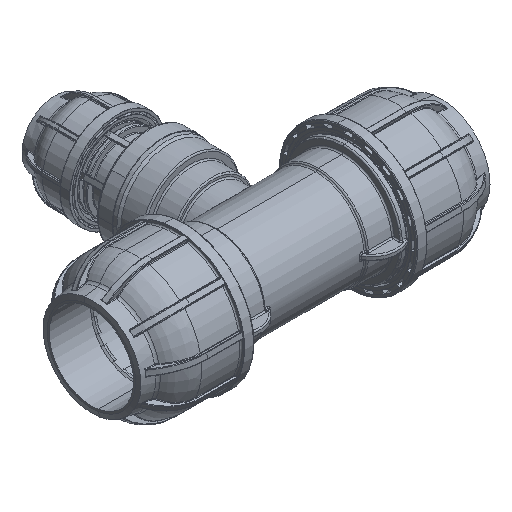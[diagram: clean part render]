
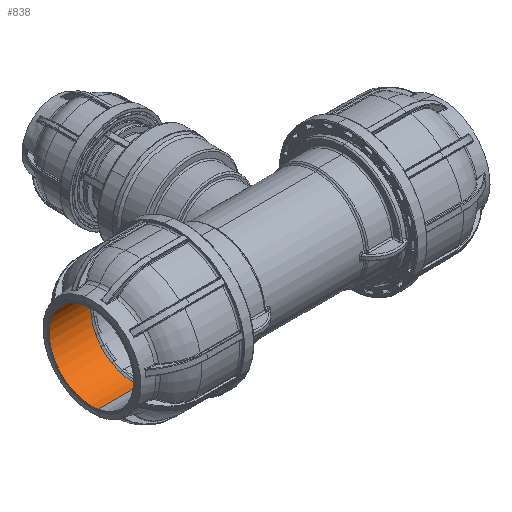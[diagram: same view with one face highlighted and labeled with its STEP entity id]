
A CAD part, isometric view. The second image highlights one B-rep face of the part: STEP entity #838.
In plain terms, the highlighted cylindrical face has radius 32 mm (diameter 64 mm), a partial arc.
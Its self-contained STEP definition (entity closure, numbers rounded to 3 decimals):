
#838 = ADVANCED_FACE ( 'NONE', ( #43437 ), #43438, .F. ) ;
#12731 = CARTESIAN_POINT ( 'NONE',  ( -132.8, 0., 0. ) ) ;
#12732 = DIRECTION ( 'NONE',  ( -1., 0., 0. ) ) ;
#12733 = DIRECTION ( 'NONE',  ( 0., 0.159, 0.987 ) ) ;
#20784 = EDGE_LOOP ( 'NONE', ( #25605, #25606, #25604, #25607 ) ) ;
#22759 = VERTEX_POINT ( 'NONE', #50493 ) ;
#22760 = VERTEX_POINT ( 'NONE', #50494 ) ;
#22761 = VERTEX_POINT ( 'NONE', #50495 ) ;
#22762 = VERTEX_POINT ( 'NONE', #50496 ) ;
#25604 = ORIENTED_EDGE ( 'NONE', *, *, #62542, .T. ) ;
#25605 = ORIENTED_EDGE ( 'NONE', *, *, #62531, .F. ) ;
#25606 = ORIENTED_EDGE ( 'NONE', *, *, #71558, .F. ) ;
#25607 = ORIENTED_EDGE ( 'NONE', *, *, #71559, .T. ) ;
#36116 = AXIS2_PLACEMENT_3D ( 'NONE', #12731, #12732, #12733 ) ;
#43437 = FACE_OUTER_BOUND ( 'NONE', #20784, .T. ) ;
#43438 = CYLINDRICAL_SURFACE ( 'NONE', #36116, 32. ) ;
#50493 = CARTESIAN_POINT ( 'NONE',  ( -132.8, 5.092, 31.592 ) ) ;
#50494 = CARTESIAN_POINT ( 'NONE',  ( -132.8, -5.092, -31.592 ) ) ;
#50495 = CARTESIAN_POINT ( 'NONE',  ( -101.3, 5.092, 31.592 ) ) ;
#50496 = CARTESIAN_POINT ( 'NONE',  ( -101.3, -5.092, -31.592 ) ) ;
#59979 = VECTOR ( 'NONE', #65997, 1000. ) ;
#59983 = VECTOR ( 'NONE', #66005, 1000. ) ;
#62531 = EDGE_CURVE ( 'NONE', #22762, #22760, #66941, .T. ) ;
#62542 = EDGE_CURVE ( 'NONE', #22761, #22759, #66944, .T. ) ;
#65996 = CARTESIAN_POINT ( 'NONE',  ( -132.8, -5.092, -31.592 ) ) ;
#65997 = DIRECTION ( 'NONE',  ( -1., 0., 0. ) ) ;
#66004 = CARTESIAN_POINT ( 'NONE',  ( -132.8, 5.092, 31.592 ) ) ;
#66005 = DIRECTION ( 'NONE',  ( -1., 0., 0. ) ) ;
#66941 = LINE ( 'NONE', #65996, #59979 ) ;
#66944 = LINE ( 'NONE', #66004, #59983 ) ;
#71558 = EDGE_CURVE ( 'NONE', #22761, #22762, #82417, .T. ) ;
#71559 = EDGE_CURVE ( 'NONE', #22759, #22760, #82415, .T. ) ;
#82415 = CIRCLE ( 'NONE', #82423, 32. ) ;
#82417 = CIRCLE ( 'NONE', #82421, 32. ) ;
#82421 = AXIS2_PLACEMENT_3D ( 'NONE', #85605, #85606, #85607 ) ;
#82423 = AXIS2_PLACEMENT_3D ( 'NONE', #85608, #85609, #85610 ) ;
#85605 = CARTESIAN_POINT ( 'NONE',  ( -101.3, 0., 0. ) ) ;
#85606 = DIRECTION ( 'NONE',  ( -1., 0., 0. ) ) ;
#85607 = DIRECTION ( 'NONE',  ( 0., 0.159, 0.987 ) ) ;
#85608 = CARTESIAN_POINT ( 'NONE',  ( -132.8, 0., 0. ) ) ;
#85609 = DIRECTION ( 'NONE',  ( -1., 0., 0. ) ) ;
#85610 = DIRECTION ( 'NONE',  ( 0., 0.159, 0.987 ) ) ;
